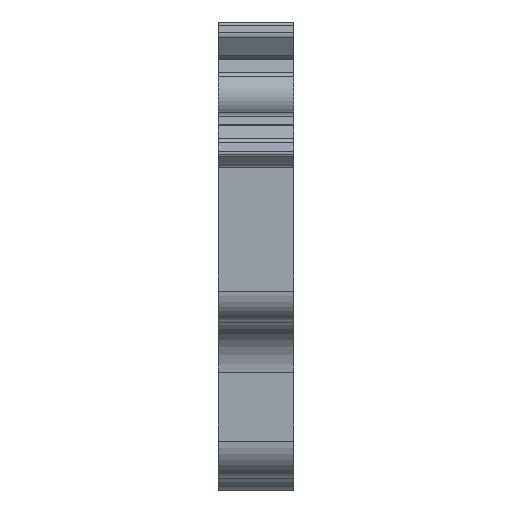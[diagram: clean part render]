
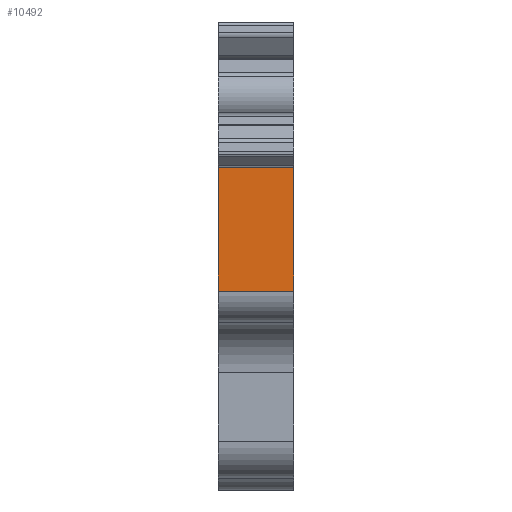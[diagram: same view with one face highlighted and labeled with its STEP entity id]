
A CAD part, left-side view. The second image highlights one B-rep face of the part: STEP entity #10492.
In plain terms, the highlighted face is planar.
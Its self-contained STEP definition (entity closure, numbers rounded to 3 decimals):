
#179 = CARTESIAN_POINT ( 'NONE',  ( 0., 25.373, 8.343 ) ) ;
#339 = VERTEX_POINT ( 'NONE', #4228 ) ;
#380 = DIRECTION ( 'NONE',  ( 0., 0., 1. ) ) ;
#625 = ORIENTED_EDGE ( 'NONE', *, *, #8344, .F. ) ;
#1221 = FACE_OUTER_BOUND ( 'NONE', #7348, .T. ) ;
#1383 = VERTEX_POINT ( 'NONE', #8289 ) ;
#2133 = PLANE ( 'NONE',  #4220 ) ;
#2322 = LINE ( 'NONE', #5979, #10203 ) ;
#2512 = CARTESIAN_POINT ( 'NONE',  ( 0., 25.373, 18.197 ) ) ;
#2541 = VERTEX_POINT ( 'NONE', #4090 ) ;
#2961 = CARTESIAN_POINT ( 'NONE',  ( 6., 25.373, 8.343 ) ) ;
#4090 = CARTESIAN_POINT ( 'NONE',  ( 6., 25.373, 18.197 ) ) ;
#4220 = AXIS2_PLACEMENT_3D ( 'NONE', #4707, #4596, #380 ) ;
#4228 = CARTESIAN_POINT ( 'NONE',  ( 0., 25.373, 8.343 ) ) ;
#4346 = DIRECTION ( 'NONE',  ( 0., 0., -1. ) ) ;
#4596 = DIRECTION ( 'NONE',  ( 0., -1., 0. ) ) ;
#4707 = CARTESIAN_POINT ( 'NONE',  ( 0., 25.373, 8.343 ) ) ;
#4884 = VECTOR ( 'NONE', #6013, 1000. ) ;
#5198 = LINE ( 'NONE', #179, #7628 ) ;
#5236 = EDGE_CURVE ( 'NONE', #1383, #2541, #7749, .T. ) ;
#5306 = LINE ( 'NONE', #7790, #8790 ) ;
#5979 = CARTESIAN_POINT ( 'NONE',  ( 0., 25.373, 8.343 ) ) ;
#6010 = EDGE_CURVE ( 'NONE', #339, #8500, #2322, .T. ) ;
#6013 = DIRECTION ( 'NONE',  ( 1., 0., 0. ) ) ;
#6731 = DIRECTION ( 'NONE',  ( 1., 0., 0. ) ) ;
#7181 = ORIENTED_EDGE ( 'NONE', *, *, #6010, .F. ) ;
#7348 = EDGE_LOOP ( 'NONE', ( #9414, #7181, #625, #8339 ) ) ;
#7628 = VECTOR ( 'NONE', #4346, 1000. ) ;
#7749 = LINE ( 'NONE', #2512, #4884 ) ;
#7790 = CARTESIAN_POINT ( 'NONE',  ( 6., 25.373, 8.343 ) ) ;
#7842 = DIRECTION ( 'NONE',  ( 0., 0., -1. ) ) ;
#8289 = CARTESIAN_POINT ( 'NONE',  ( 0., 25.373, 18.197 ) ) ;
#8339 = ORIENTED_EDGE ( 'NONE', *, *, #5236, .T. ) ;
#8344 = EDGE_CURVE ( 'NONE', #1383, #339, #5198, .T. ) ;
#8500 = VERTEX_POINT ( 'NONE', #2961 ) ;
#8790 = VECTOR ( 'NONE', #7842, 1000. ) ;
#9414 = ORIENTED_EDGE ( 'NONE', *, *, #9938, .T. ) ;
#9938 = EDGE_CURVE ( 'NONE', #2541, #8500, #5306, .T. ) ;
#10203 = VECTOR ( 'NONE', #6731, 1000. ) ;
#10492 = ADVANCED_FACE ( 'NONE', ( #1221 ), #2133, .F. ) ;
